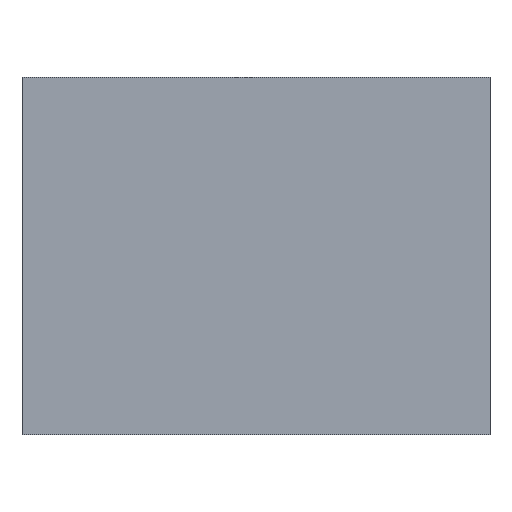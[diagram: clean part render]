
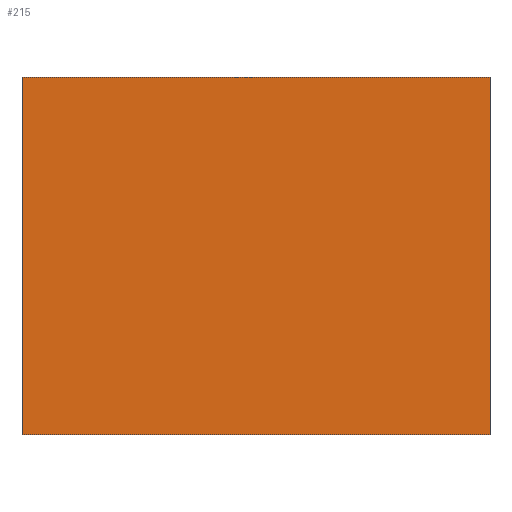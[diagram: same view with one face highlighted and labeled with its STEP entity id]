
A CAD part, front view. The second image highlights one B-rep face of the part: STEP entity #215.
In plain terms, the highlighted planar face has unit normal (0, -1, 0).
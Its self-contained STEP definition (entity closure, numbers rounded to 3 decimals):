
#2 = ORIENTED_EDGE ( 'NONE', *, *, #85, .F. ) ;
#9 = DIRECTION ( 'NONE',  ( 0., 0., -1. ) ) ;
#29 = VERTEX_POINT ( 'NONE', #126 ) ;
#46 = FACE_OUTER_BOUND ( 'NONE', #226, .T. ) ;
#50 = CARTESIAN_POINT ( 'NONE',  ( 246.954, 161.762, 250.529 ) ) ;
#55 = VERTEX_POINT ( 'NONE', #50 ) ;
#59 = CARTESIAN_POINT ( 'NONE',  ( -355.046, 161.762, 250.529 ) ) ;
#68 = ORIENTED_EDGE ( 'NONE', *, *, #101, .F. ) ;
#85 = EDGE_CURVE ( 'NONE', #29, #187, #279, .T. ) ;
#101 = EDGE_CURVE ( 'NONE', #55, #29, #288, .T. ) ;
#115 = CARTESIAN_POINT ( 'NONE',  ( 246.954, 161.762, 250.529 ) ) ;
#116 = LINE ( 'NONE', #224, #155 ) ;
#120 = VERTEX_POINT ( 'NONE', #272 ) ;
#122 = ORIENTED_EDGE ( 'NONE', *, *, #156, .F. ) ;
#125 = CARTESIAN_POINT ( 'NONE',  ( -54.046, 161.762, 20.529 ) ) ;
#126 = CARTESIAN_POINT ( 'NONE',  ( 246.954, 161.762, -209.471 ) ) ;
#131 = DIRECTION ( 'NONE',  ( 0., 0., -1. ) ) ;
#132 = VECTOR ( 'NONE', #131, 1000. ) ;
#134 = EDGE_CURVE ( 'NONE', #120, #55, #225, .T. ) ;
#136 = DIRECTION ( 'NONE',  ( 1., 0., 0. ) ) ;
#139 = ORIENTED_EDGE ( 'NONE', *, *, #134, .F. ) ;
#143 = DIRECTION ( 'NONE',  ( 0., -1., 0. ) ) ;
#155 = VECTOR ( 'NONE', #179, 1000. ) ;
#156 = EDGE_CURVE ( 'NONE', #187, #120, #116, .T. ) ;
#166 = CARTESIAN_POINT ( 'NONE',  ( -355.046, 161.762, -209.471 ) ) ;
#167 = VECTOR ( 'NONE', #136, 1000. ) ;
#179 = DIRECTION ( 'NONE',  ( 0., 0., 1. ) ) ;
#184 = PLANE ( 'NONE',  #254 ) ;
#187 = VERTEX_POINT ( 'NONE', #252 ) ;
#215 = ADVANCED_FACE ( 'NONE', ( #46 ), #184, .T. ) ;
#223 = VECTOR ( 'NONE', #257, 1000. ) ;
#224 = CARTESIAN_POINT ( 'NONE',  ( -355.046, 161.762, 250.529 ) ) ;
#225 = LINE ( 'NONE', #59, #167 ) ;
#226 = EDGE_LOOP ( 'NONE', ( #68, #139, #122, #2 ) ) ;
#252 = CARTESIAN_POINT ( 'NONE',  ( -355.046, 161.762, -209.471 ) ) ;
#254 = AXIS2_PLACEMENT_3D ( 'NONE', #125, #143, #9 ) ;
#257 = DIRECTION ( 'NONE',  ( -1., 0., 0. ) ) ;
#272 = CARTESIAN_POINT ( 'NONE',  ( -355.046, 161.762, 250.529 ) ) ;
#279 = LINE ( 'NONE', #166, #223 ) ;
#288 = LINE ( 'NONE', #115, #132 ) ;
